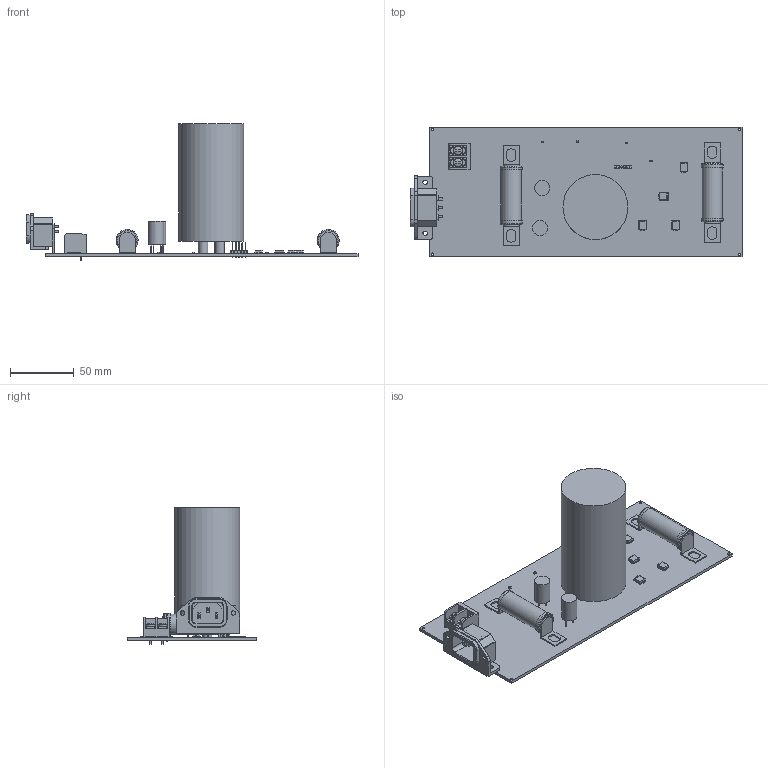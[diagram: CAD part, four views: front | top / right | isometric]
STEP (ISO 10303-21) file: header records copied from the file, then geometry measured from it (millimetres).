
FILE_DESCRIPTION(('Open CASCADE Model'),'2;1');
FILE_NAME('Open CASCADE Shape Model','2025-06-10T20:26:34',('Author'),( 'Open CASCADE'),'Open CASCADE STEP processor 7.5','Open CASCADE 7.5' ,'Unknown');
FILE_SCHEMA(('AUTOMOTIVE_DESIGN { 1 0 10303 214 1 1 1 1 }'));
Length unit declared in the file: millimetre
Products named in the file (39): PCB; Board; Open CASCADE STEP translator 7.5 1.1.1; XP1; User Library-Bulgin_PX0580PC; Bulgin_PX0580PC_IEC60320_Shell; IEC60320-1_Sheet_C14_Earth_Pin; IEC60320-1_Sheet_C14_Power_Pin; IEC60320-1_Sheet_C14_Power_Pin_PCB; Part1^Bulgin_PX0580PC; X2; 02; X1; PLS-5; PLS-1; ﲭ; ïðÿìîé_øòûðü; VD4; PCBdiod; SMC; VD3; VD2; VD1; L2; ????????; L1; F2; FUSE 80A; Cooper Bussmann 80A British Standard Fuse, FE, 660V ac, 63.5mm_01; Cooper Bussmann 80A British Standard Fuse, FE, 660V ac, 63.5mm_02; Cooper Bussmann 80A British Standard Fuse, FE, 660V ac, 63.5mm_03; F1; C5; ?????? ???????????; C4; C3; C2; C1; ???????????????? _ 220000UF
Assembly tree (53 placements, depth 5):
  PCB
    Board
      Open CASCADE STEP translator 7.5 1.1.1
    XP1
      User Library-Bulgin_PX0580PC
        Bulgin_PX0580PC_IEC60320_Shell
        IEC60320-1_Sheet_C14_Earth_Pin
        IEC60320-1_Sheet_C14_Power_Pin  x2
        IEC60320-1_Sheet_C14_Power_Pin_PCB  x2
        Part1^Bulgin_PX0580PC
    X2
      02
    X1
      PLS-5
        PLS-1  x6
          ﲭ
          ïðÿìîé_øòûðü
    VD4
      PCBdiod
        SMC
    VD3
      PCBdiod
        SMC
    VD2
      PCBdiod
        SMC
    VD1
      PCBdiod
        SMC
    L2
      ????????
    L1
      ????????
    F2
      FUSE 80A
        Cooper Bussmann 80A British Standard Fuse, FE, 660V ac, 63.5mm_01
        Cooper Bussmann 80A British Standard Fuse, FE, 660V ac, 63.5mm_02
        Cooper Bussmann 80A British Standard Fuse, FE, 660V ac, 63.5mm_03
    F1
      FUSE 80A
        Cooper Bussmann 80A British Standard Fuse, FE, 660V ac, 63.5mm_01
        Cooper Bussmann 80A British Standard Fuse, FE, 660V ac, 63.5mm_02
        Cooper Bussmann 80A British Standard Fuse, FE, 660V ac, 63.5mm_03
    C5
      ?????? ???????????
    C4
      ?????? ???????????
    C3
      ?????? ???????????
    C2
      ?????? ???????????
    C1
      ???????????????? _ 220000UF
Bounding box: 260.65 x 101.98 x 106.99 mm (x, y, z)
Volume: 289151.3 mm3; surface area: 94112.8 mm2
Topology: 42 solids, 42 shells, 2093 faces, 5315 edges, 3308 vertices
Faces by surface type: plane 1159, cylinder 363, extrusion 328, bspline 143, sphere 96, torus 4
Full cylindrical faces by diameter (mm): 0.8 x4, 1.1 x5, 1.6 x4, 1.8 x2, 2 x4, 3 x2, 7.5 x2, 12 x2, 16 x2, 17.1 x4, 51 x1
Entity records: 34933 total; most frequent: CARTESIAN_POINT 7998, ORIENTED_EDGE 5078, DIRECTION 4183, EDGE_CURVE 2539, VECTOR 1829, LINE 1747, VERTEX_POINT 1644, AXIS2_PLACEMENT_3D 1177
